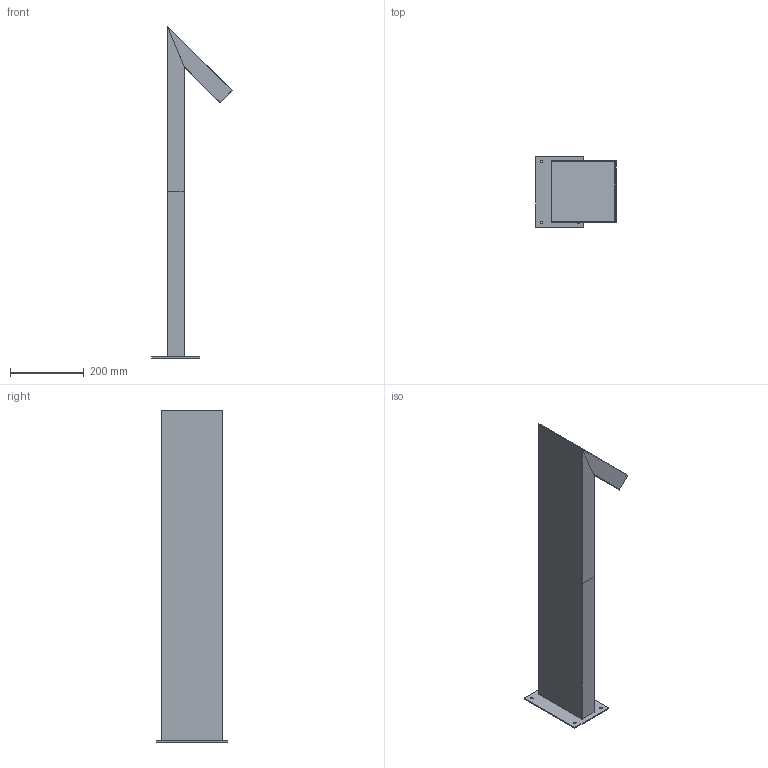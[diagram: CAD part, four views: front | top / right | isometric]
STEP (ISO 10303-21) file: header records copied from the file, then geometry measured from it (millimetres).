
FILE_DESCRIPTION(/* description */ (''),/* implementation_level */ '2;1');
FILE_NAME(/* name */ 'Chilone_900_3D',/* time_stamp */ '2012-02-09T15:32:32+01:00',/* author */ (''),/* organization */ (''),/* preprocessor_version */ 'ST-DEVELOPER v10',/* originating_system */ '',/* authorisation */ '');
FILE_SCHEMA (('CONFIG_CONTROL_DESIGN'));
Length unit declared in the file: millimetre
Products named in the file (1): 1
Bounding box: 218.25 x 195 x 901.53 mm (x, y, z)
Volume: 237974.6 mm3; surface area: 589800.3 mm2
Topology: 2 solids, 13 shells, 81 faces, 237 edges, 169 vertices
Faces by surface type: bspline 57, plane 24
Entity records: 3163 total; most frequent: CARTESIAN_POINT 1756, ORIENTED_EDGE 389, EDGE_CURVE 235, VERTEX_POINT 169, B_SPLINE_CURVE_WITH_KNOTS 145, EDGE_LOOP 94, ADVANCED_FACE 81, FACE_OUTER_BOUND 81
